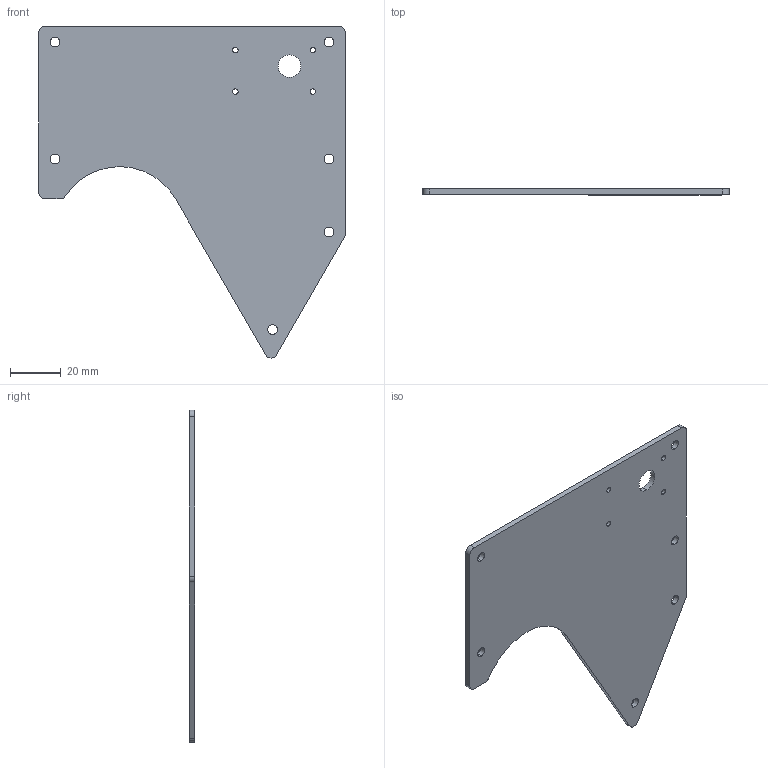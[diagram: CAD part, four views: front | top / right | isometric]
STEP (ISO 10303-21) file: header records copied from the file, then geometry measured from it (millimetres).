
FILE_DESCRIPTION (( 'STEP AP214' ), '1' );
FILE_NAME ('Bee''s Knees Top Plate.STEP', '2022-09-09T20:52:21', ( '' ), ( '' ), 'SwSTEP 2.0', 'SolidWorks 2021', '' );
FILE_SCHEMA (( 'AUTOMOTIVE_DESIGN' ));
Length unit declared in the file: inch
Products named in the file (1): Bee''s Knees Top Plate
Bounding box: 120.65 x 2.29 x 130.81 mm (x, y, z)
Volume: 23002 mm3; surface area: 21468.7 mm2
Topology: 1 solids, 1 shells, 38 faces, 108 edges, 72 vertices
Faces by surface type: cylinder 30, plane 8
Entity records: 1356 total; most frequent: DIRECTION 246, CARTESIAN_POINT 219, ORIENTED_EDGE 216, EDGE_CURVE 108, AXIS2_PLACEMENT_3D 99, VERTEX_POINT 72, EDGE_LOOP 60, CIRCLE 60
